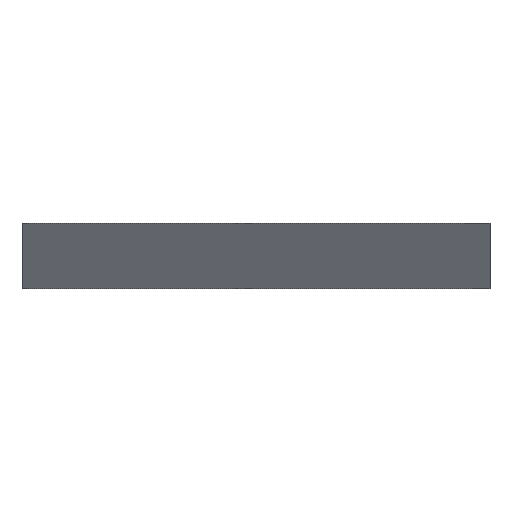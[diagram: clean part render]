
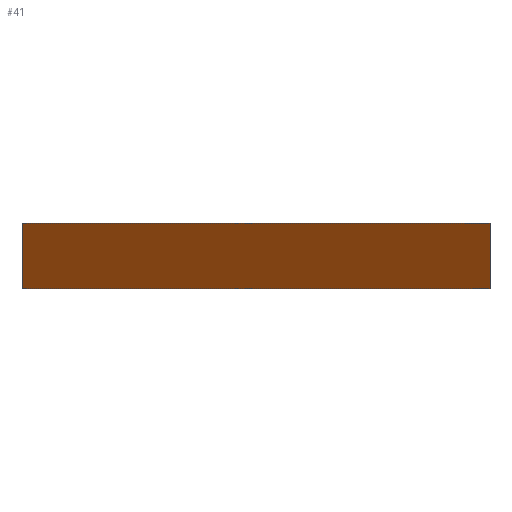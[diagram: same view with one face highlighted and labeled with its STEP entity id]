
A CAD part, left-side view. The second image highlights one B-rep face of the part: STEP entity #41.
In plain terms, the highlighted free-form (B-spline) face has degree [2, 1] with [3, 2] control points.
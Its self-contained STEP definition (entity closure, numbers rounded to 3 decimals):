
#41=ADVANCED_FACE('',(#73),#1189,.T.);
#73=FACE_OUTER_BOUND('',#105,.T.);
#105=EDGE_LOOP('',(#218,#219,#220,#221));
#218=ORIENTED_EDGE('',*,*,#942,.T.);
#219=ORIENTED_EDGE('',*,*,#943,.T.);
#220=ORIENTED_EDGE('',*,*,#944,.T.);
#221=ORIENTED_EDGE('',*,*,#940,.F.);
#395=PCURVE('',#1188,#575);
#398=PCURVE('',#1189,#578);
#399=PCURVE('',#1189,#579);
#400=PCURVE('',#1189,#580);
#401=PCURVE('',#1189,#581);
#405=PCURVE('',#1190,#585);
#412=PCURVE('',#1160,#592);
#467=PCURVE('',#1161,#647);
#575=DEFINITIONAL_REPRESENTATION('',(#755),#2193);
#578=DEFINITIONAL_REPRESENTATION('',(#758),#2193);
#579=DEFINITIONAL_REPRESENTATION('',(#759),#2193);
#580=DEFINITIONAL_REPRESENTATION('',(#760),#2193);
#581=DEFINITIONAL_REPRESENTATION('',(#761),#2193);
#585=DEFINITIONAL_REPRESENTATION('',(#765),#2193);
#592=DEFINITIONAL_REPRESENTATION('',(#1042),#2193);
#647=DEFINITIONAL_REPRESENTATION('',(#1097),#2193);
#755=B_SPLINE_CURVE_WITH_KNOTS('',1,(#1957,#1958),.UNSPECIFIED.,.F.,.F.,
(2,2),(0.,30.),.UNSPECIFIED.);
#758=B_SPLINE_CURVE_WITH_KNOTS('',1,(#1969,#1970),.UNSPECIFIED.,.F.,.F.,
(2,2),(-3487.761,-3184.198),.UNSPECIFIED.);
#759=B_SPLINE_CURVE_WITH_KNOTS('',1,(#1973,#1974),.UNSPECIFIED.,.F.,.F.,
(2,2),(0.,30.),.UNSPECIFIED.);
#760=B_SPLINE_CURVE_WITH_KNOTS('',1,(#1978,#1979),.UNSPECIFIED.,.F.,.F.,
(2,2),(3184.198,3487.761),.UNSPECIFIED.);
#761=B_SPLINE_CURVE_WITH_KNOTS('',1,(#1980,#1981),.UNSPECIFIED.,.F.,.F.,
(2,2),(0.,30.),.UNSPECIFIED.);
#765=B_SPLINE_CURVE_WITH_KNOTS('',1,(#1996,#1997),.UNSPECIFIED.,.F.,.F.,
(2,2),(0.,30.),.UNSPECIFIED.);
#850=SURFACE_CURVE('',#1030,(#395,#401),.PCURVE_S1.);
#852=SURFACE_CURVE('',#1032,(#398,#412),.PCURVE_S1.);
#853=SURFACE_CURVE('',#1033,(#399,#405),.PCURVE_S1.);
#854=SURFACE_CURVE('',#1034,(#400,#467),.PCURVE_S1.);
#940=EDGE_CURVE('',#1154,#1155,#850,.T.);
#942=EDGE_CURVE('',#1154,#1156,#852,.T.);
#943=EDGE_CURVE('',#1156,#1157,#853,.T.);
#944=EDGE_CURVE('',#1157,#1155,#854,.T.);
#1030=(
BOUNDED_CURVE()
B_SPLINE_CURVE(1,(#1955,#1956),.UNSPECIFIED.,.F.,.F.)
B_SPLINE_CURVE_WITH_KNOTS((2,2),(0.,30.),.UNSPECIFIED.)
CURVE()
GEOMETRIC_REPRESENTATION_ITEM()
RATIONAL_B_SPLINE_CURVE((1.,1.))
REPRESENTATION_ITEM('')
);
#1032=(
BOUNDED_CURVE()
B_SPLINE_CURVE(2,(#1966,#1967,#1968),.UNSPECIFIED.,.F.,.F.)
B_SPLINE_CURVE_WITH_KNOTS((3,3),(-3487.761,-3184.198),
 .UNSPECIFIED.)
CURVE()
GEOMETRIC_REPRESENTATION_ITEM()
RATIONAL_B_SPLINE_CURVE((1.,1.,1.))
REPRESENTATION_ITEM('')
);
#1033=(
BOUNDED_CURVE()
B_SPLINE_CURVE(1,(#1971,#1972),.UNSPECIFIED.,.F.,.F.)
B_SPLINE_CURVE_WITH_KNOTS((2,2),(0.,30.),.UNSPECIFIED.)
CURVE()
GEOMETRIC_REPRESENTATION_ITEM()
RATIONAL_B_SPLINE_CURVE((1.,1.))
REPRESENTATION_ITEM('')
);
#1034=(
BOUNDED_CURVE()
B_SPLINE_CURVE(2,(#1975,#1976,#1977),.UNSPECIFIED.,.F.,.F.)
B_SPLINE_CURVE_WITH_KNOTS((3,3),(3184.198,3487.761),
 .UNSPECIFIED.)
CURVE()
GEOMETRIC_REPRESENTATION_ITEM()
RATIONAL_B_SPLINE_CURVE((1.,1.,1.))
REPRESENTATION_ITEM('')
);
#1042=(
BOUNDED_CURVE()
B_SPLINE_CURVE(2,(#2018,#2019,#2020),.UNSPECIFIED.,.F.,.F.)
B_SPLINE_CURVE_WITH_KNOTS((3,3),(-3487.761,-3184.198),
 .UNSPECIFIED.)
CURVE()
GEOMETRIC_REPRESENTATION_ITEM()
RATIONAL_B_SPLINE_CURVE((1.,1.,1.))
REPRESENTATION_ITEM('')
);
#1097=(
BOUNDED_CURVE()
B_SPLINE_CURVE(2,(#2183,#2184,#2185),.UNSPECIFIED.,.F.,.F.)
B_SPLINE_CURVE_WITH_KNOTS((3,3),(3184.198,3487.761),
 .UNSPECIFIED.)
CURVE()
GEOMETRIC_REPRESENTATION_ITEM()
RATIONAL_B_SPLINE_CURVE((1.,1.,1.))
REPRESENTATION_ITEM('')
);
#1154=VERTEX_POINT('',#1526);
#1155=VERTEX_POINT('',#1527);
#1156=VERTEX_POINT('',#1528);
#1157=VERTEX_POINT('',#1529);
#1160=PLANE('',#1280);
#1161=PLANE('',#1281);
#1188=(
BOUNDED_SURFACE()
B_SPLINE_SURFACE(2,1,((#1446,#1447),(#1448,#1449),(#1450,#1451)),
 .UNSPECIFIED.,.F.,.F.,.F.)
B_SPLINE_SURFACE_WITH_KNOTS((3,3),(2,2),(-3544.672,-3487.761),
(0.,30.),.UNSPECIFIED.)
GEOMETRIC_REPRESENTATION_ITEM()
RATIONAL_B_SPLINE_SURFACE(((1.,1.),(1.,1.),(1.,1.)))
REPRESENTATION_ITEM('')
SURFACE()
);
#1189=(
BOUNDED_SURFACE()
B_SPLINE_SURFACE(2,1,((#1452,#1453),(#1454,#1455),(#1456,#1457)),
 .UNSPECIFIED.,.F.,.F.,.F.)
B_SPLINE_SURFACE_WITH_KNOTS((3,3),(2,2),(-3487.761,-3184.198),
(0.,30.),.UNSPECIFIED.)
GEOMETRIC_REPRESENTATION_ITEM()
RATIONAL_B_SPLINE_SURFACE(((1.,1.),(1.,1.),(1.,1.)))
REPRESENTATION_ITEM('')
SURFACE()
);
#1190=(
BOUNDED_SURFACE()
B_SPLINE_SURFACE(2,1,((#1458,#1459),(#1460,#1461),(#1462,#1463)),
 .UNSPECIFIED.,.F.,.F.,.F.)
B_SPLINE_SURFACE_WITH_KNOTS((3,3),(2,2),(-3184.198,-2947.431),
(0.,30.),.UNSPECIFIED.)
GEOMETRIC_REPRESENTATION_ITEM()
RATIONAL_B_SPLINE_SURFACE(((1.,1.),(0.923,0.923),
(1.,1.)))
REPRESENTATION_ITEM('')
SURFACE()
);
#1280=AXIS2_PLACEMENT_3D('',#1470,#1285,$);
#1281=AXIS2_PLACEMENT_3D('',#1471,#1286,$);
#1285=DIRECTION('',(0.,0.,-1.));
#1286=DIRECTION('',(0.,0.,1.));
#1446=CARTESIAN_POINT('',(2354.73,747.9,50.));
#1447=CARTESIAN_POINT('',(2354.73,747.9,80.));
#1448=CARTESIAN_POINT('',(2354.73,776.355,50.));
#1449=CARTESIAN_POINT('',(2354.73,776.355,80.));
#1450=CARTESIAN_POINT('',(2354.73,804.81,50.));
#1451=CARTESIAN_POINT('',(2354.73,804.81,80.));
#1452=CARTESIAN_POINT('',(2354.73,804.81,50.));
#1453=CARTESIAN_POINT('',(2354.73,804.81,80.));
#1454=CARTESIAN_POINT('',(2248.22,697.767,50.));
#1455=CARTESIAN_POINT('',(2248.22,697.767,80.));
#1456=CARTESIAN_POINT('',(2141.71,590.724,50.));
#1457=CARTESIAN_POINT('',(2141.71,590.724,80.));
#1458=CARTESIAN_POINT('',(2141.71,590.724,50.));
#1459=CARTESIAN_POINT('',(2141.71,590.724,80.));
#1460=CARTESIAN_POINT('',(2229.817,679.272,50.));
#1461=CARTESIAN_POINT('',(2229.817,679.272,80.));
#1462=CARTESIAN_POINT('',(2354.73,679.272,50.));
#1463=CARTESIAN_POINT('',(2354.73,679.272,80.));
#1470=CARTESIAN_POINT('',(2381.358,831.571,50.));
#1471=CARTESIAN_POINT('',(2381.358,831.571,80.));
#1526=CARTESIAN_POINT('',(2354.73,804.81,50.));
#1527=CARTESIAN_POINT('',(2354.73,804.81,80.));
#1528=CARTESIAN_POINT('',(2141.71,590.724,50.));
#1529=CARTESIAN_POINT('',(2141.71,590.724,80.));
#1955=CARTESIAN_POINT('',(2354.73,804.81,50.));
#1956=CARTESIAN_POINT('',(2354.73,804.81,80.));
#1957=CARTESIAN_POINT('',(-3487.761,0.));
#1958=CARTESIAN_POINT('',(-3487.761,30.));
#1966=CARTESIAN_POINT('',(2354.73,804.81,50.));
#1967=CARTESIAN_POINT('',(2248.22,697.767,50.));
#1968=CARTESIAN_POINT('',(2141.71,590.724,50.));
#1969=CARTESIAN_POINT('',(-3487.761,0.));
#1970=CARTESIAN_POINT('',(-3184.198,0.));
#1971=CARTESIAN_POINT('',(2141.71,590.724,50.));
#1972=CARTESIAN_POINT('',(2141.71,590.724,80.));
#1973=CARTESIAN_POINT('',(-3184.198,0.));
#1974=CARTESIAN_POINT('',(-3184.198,30.));
#1975=CARTESIAN_POINT('',(2141.71,590.724,80.));
#1976=CARTESIAN_POINT('',(2248.22,697.767,80.));
#1977=CARTESIAN_POINT('',(2354.73,804.81,80.));
#1978=CARTESIAN_POINT('',(-3184.198,30.));
#1979=CARTESIAN_POINT('',(-3487.761,30.));
#1980=CARTESIAN_POINT('',(-3487.761,0.));
#1981=CARTESIAN_POINT('',(-3487.761,30.));
#1996=CARTESIAN_POINT('',(-3184.198,0.));
#1997=CARTESIAN_POINT('',(-3184.198,30.));
#2018=CARTESIAN_POINT('',(-100.137,0.));
#2019=CARTESIAN_POINT('',(6.906,106.51));
#2020=CARTESIAN_POINT('',(113.949,213.02));
#2183=CARTESIAN_POINT('',(213.02,113.949));
#2184=CARTESIAN_POINT('',(106.51,6.906));
#2185=CARTESIAN_POINT('',(0.,-100.137));
#2193=(
GEOMETRIC_REPRESENTATION_CONTEXT(2)
PARAMETRIC_REPRESENTATION_CONTEXT()
REPRESENTATION_CONTEXT('pspace','')
);
